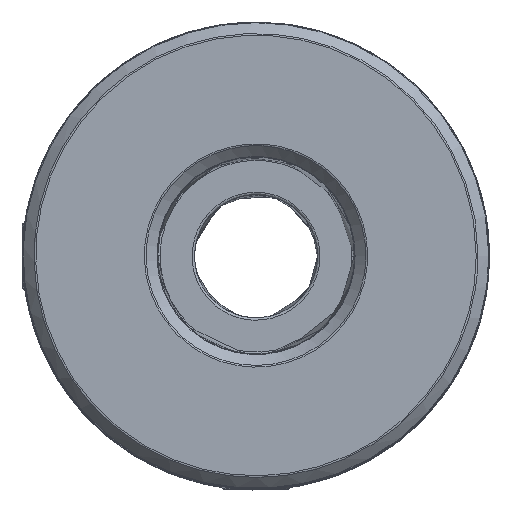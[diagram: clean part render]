
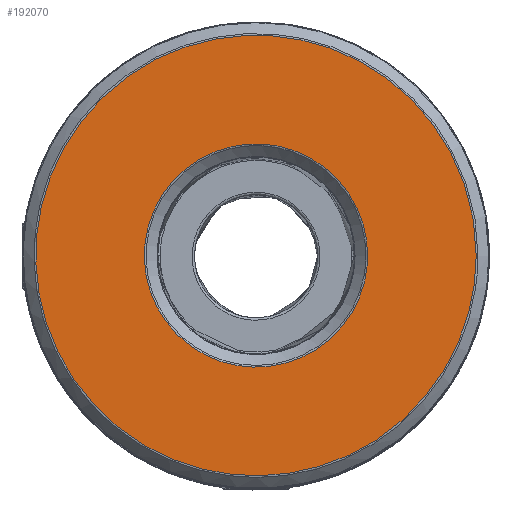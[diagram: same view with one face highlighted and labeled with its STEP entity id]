
A CAD part, top view. The second image highlights one B-rep face of the part: STEP entity #192070.
In plain terms, the highlighted free-form (B-spline) face has degree [1, 1] with [2, 2] control points.
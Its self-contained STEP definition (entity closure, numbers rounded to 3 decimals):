
#191300 = CARTESIAN_POINT ('', (4.541, 0., 12.5));
#191310 = VERTEX_POINT ('', #191300);
#191320 = CARTESIAN_POINT ('', (4.541, 0., 12.5));
#191330 = CARTESIAN_POINT ('', (4.541, 4.541, 12.5));
#191340 = CARTESIAN_POINT ('', (0., 4.541, 12.5));
#191350 = CARTESIAN_POINT ('', (-4.541, 4.541, 12.5));
#191360 = CARTESIAN_POINT ('', (-4.541, 0., 12.5));
#191370 = CARTESIAN_POINT ('', (-4.541, -4.541, 12.5));
#191380 = CARTESIAN_POINT ('', (0., -4.541, 12.5));
#191390 = CARTESIAN_POINT ('', (4.541, -4.541, 12.5));
#191400 = CARTESIAN_POINT ('', (4.541, 0., 12.5));
#191410 = (
   BOUNDED_CURVE ()
   B_SPLINE_CURVE (2, (#191320, #191330, #191340, #191350, #191360, #191370, #191380, #191390, #191400), .UNSPECIFIED., .T., .U.)
   B_SPLINE_CURVE_WITH_KNOTS ((3, 2, 2, 2, 3), (0., 0.25, 0.5, 0.75, 1.), .UNSPECIFIED.)
   CURVE ()
   GEOMETRIC_REPRESENTATION_ITEM ()
   RATIONAL_B_SPLINE_CURVE ((1., 0.707, 1., 0.707, 1., 0.707, 1., 0.707, 1.))
   REPRESENTATION_ITEM ('')
);
#191420 = EDGE_CURVE ('', #191310, #191310, #191410, .T.);
#191830 = CARTESIAN_POINT ('', (8.959, 0., 12.5));
#191840 = VERTEX_POINT ('', #191830);
#191850 = CARTESIAN_POINT ('', (8.959, 0., 12.5));
#191860 = CARTESIAN_POINT ('', (8.959, 8.959, 12.5));
#191870 = CARTESIAN_POINT ('', (0., 8.959, 12.5));
#191880 = CARTESIAN_POINT ('', (-8.959, 8.959, 12.5));
#191890 = CARTESIAN_POINT ('', (-8.959, 0., 12.5));
#191900 = CARTESIAN_POINT ('', (-8.959, -8.959, 12.5));
#191910 = CARTESIAN_POINT ('', (0., -8.959, 12.5));
#191920 = CARTESIAN_POINT ('', (8.959, -8.959, 12.5));
#191930 = CARTESIAN_POINT ('', (8.959, 0., 12.5));
#191940 = (
   BOUNDED_CURVE ()
   B_SPLINE_CURVE (2, (#191850, #191860, #191870, #191880, #191890, #191900, #191910, #191920, #191930), .UNSPECIFIED., .T., .U.)
   B_SPLINE_CURVE_WITH_KNOTS ((3, 2, 2, 2, 3), (0., 0.25, 0.5, 0.75, 1.), .UNSPECIFIED.)
   CURVE ()
   GEOMETRIC_REPRESENTATION_ITEM ()
   RATIONAL_B_SPLINE_CURVE ((1., 0.707, 1., 0.707, 1., 0.707, 1., 0.707, 1.))
   REPRESENTATION_ITEM ('')
);
#191950 = EDGE_CURVE ('', #191840, #191840, #191940, .T.);
#191960 = ORIENTED_EDGE ('', *, *, #191950, .T.);
#191970 = EDGE_LOOP ('', (#191960));
#191980 = FACE_OUTER_BOUND ('', #191970, .T.);
#191990 = ORIENTED_EDGE ('', *, *, #191420, .F.);
#192000 = EDGE_LOOP ('', (#191990));
#192010 = FACE_BOUND ('', #192000, .T.);
#192020 = CARTESIAN_POINT ('', (27.873, -27.027, 12.5));
#192030 = CARTESIAN_POINT ('', (-28.554, -27.027, 12.5));
#192040 = CARTESIAN_POINT ('', (27.873, 29.4, 12.5));
#192050 = CARTESIAN_POINT ('', (-28.554, 29.4, 12.5));
#192060 = B_SPLINE_SURFACE_WITH_KNOTS ('', 1, 1, ((#192020, #192030), (#192040, #192050)), .UNSPECIFIED., .F., .F., .U., (2, 2), (2, 2), (0., 1.), (0., 1.), .UNSPECIFIED.);
#192070 = ADVANCED_FACE ('', (#191980, #192010), #192060, .T.);
